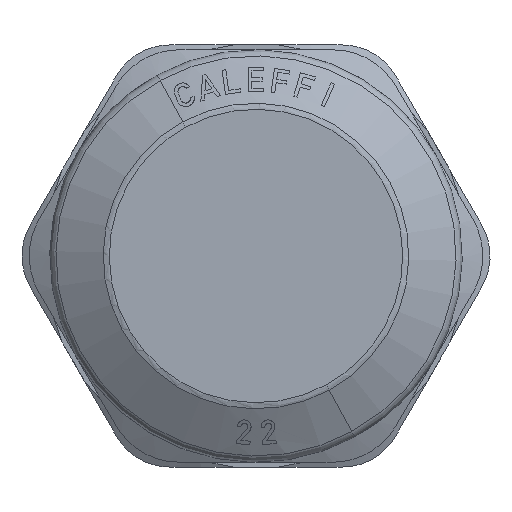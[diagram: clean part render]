
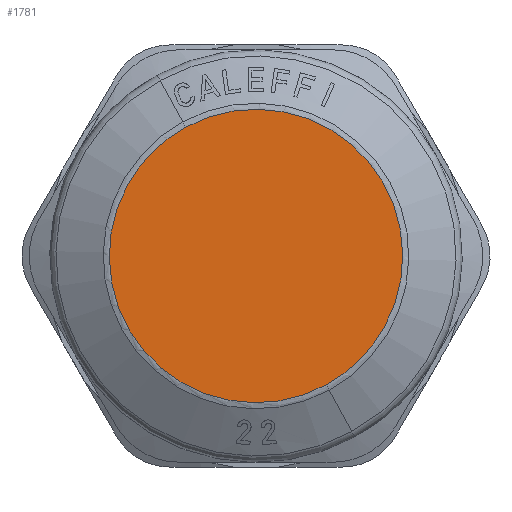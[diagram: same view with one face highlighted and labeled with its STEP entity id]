
A CAD part, front view. The second image highlights one B-rep face of the part: STEP entity #1781.
In plain terms, the highlighted planar face has unit normal (0, -1, 0).
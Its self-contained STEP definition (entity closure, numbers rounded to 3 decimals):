
#1742=CARTESIAN_POINT('Axis2P3D Location',(0.,-5.3,0.)) ;
#1747=CARTESIAN_POINT('Axis2P3D Location',(0.,-5.3,0.)) ;
#1751=CARTESIAN_POINT('Vertex',(-5.801,-5.3,10.619)) ;
#1753=CARTESIAN_POINT('Vertex',(10.619,-5.3,-5.801)) ;
#1756=CARTESIAN_POINT('Axis2P3D Location',(0.,-5.3,0.)) ;
#1760=CARTESIAN_POINT('Vertex',(-10.619,-5.3,5.801)) ;
#1763=CARTESIAN_POINT('Axis2P3D Location',(0.,-5.3,0.)) ;
#1767=CARTESIAN_POINT('Vertex',(5.801,-5.3,-10.619)) ;
#1770=CARTESIAN_POINT('Axis2P3D Location',(0.,-5.3,0.)) ;
#1743=DIRECTION('Axis2P3D Direction',(-0.,1.,0.)) ;
#1744=DIRECTION('Axis2P3D XDirection',(1.,0.,0.)) ;
#1748=DIRECTION('Axis2P3D Direction',(-0.,1.,0.)) ;
#1757=DIRECTION('Axis2P3D Direction',(-0.,1.,0.)) ;
#1764=DIRECTION('Axis2P3D Direction',(-0.,1.,0.)) ;
#1771=DIRECTION('Axis2P3D Direction',(-0.,1.,0.)) ;
#1745=AXIS2_PLACEMENT_3D('Plane Axis2P3D',#1742,#1743,#1744) ;
#1749=AXIS2_PLACEMENT_3D('Circle Axis2P3D',#1747,#1748,$) ;
#1758=AXIS2_PLACEMENT_3D('Circle Axis2P3D',#1756,#1757,$) ;
#1765=AXIS2_PLACEMENT_3D('Circle Axis2P3D',#1763,#1764,$) ;
#1772=AXIS2_PLACEMENT_3D('Circle Axis2P3D',#1770,#1771,$) ;
#1776=ORIENTED_EDGE('',*,*,#1755,.F.) ;
#1777=ORIENTED_EDGE('',*,*,#1762,.F.) ;
#1778=ORIENTED_EDGE('',*,*,#1769,.F.) ;
#1779=ORIENTED_EDGE('',*,*,#1774,.F.) ;
#1781=ADVANCED_FACE('PartBody',(#1780),#1746,.F.) ;
#1750=CIRCLE('generated circle',#1749,12.1) ;
#1759=CIRCLE('generated circle',#1758,12.1) ;
#1766=CIRCLE('generated circle',#1765,12.1) ;
#1773=CIRCLE('generated circle',#1772,12.1) ;
#1755=EDGE_CURVE('',#1752,#1754,#1750,.T.) ;
#1762=EDGE_CURVE('',#1761,#1752,#1759,.T.) ;
#1769=EDGE_CURVE('',#1768,#1761,#1766,.T.) ;
#1774=EDGE_CURVE('',#1754,#1768,#1773,.T.) ;
#1775=EDGE_LOOP('',(#1776,#1777,#1778,#1779)) ;
#1780=FACE_OUTER_BOUND('',#1775,.T.) ;
#1746=PLANE('',#1745) ;
#1752=VERTEX_POINT('',#1751) ;
#1754=VERTEX_POINT('',#1753) ;
#1761=VERTEX_POINT('',#1760) ;
#1768=VERTEX_POINT('',#1767) ;
